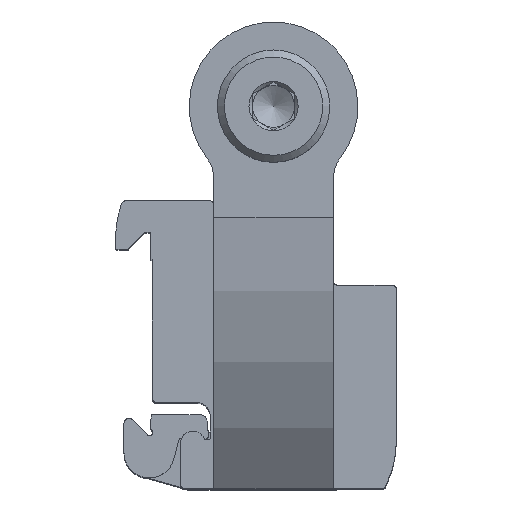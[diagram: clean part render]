
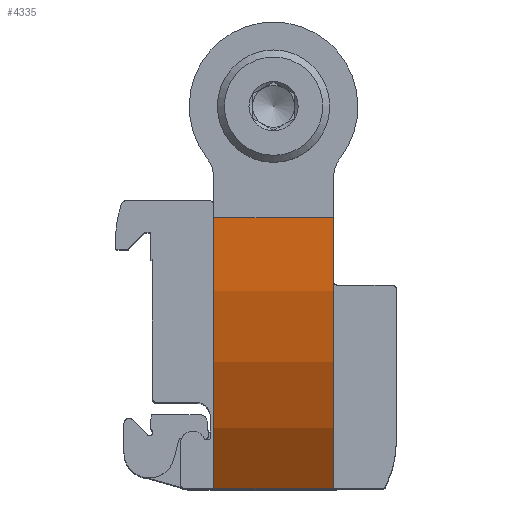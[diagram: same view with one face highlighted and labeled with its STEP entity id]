
A CAD part, top view. The second image highlights one B-rep face of the part: STEP entity #4335.
In plain terms, the highlighted cylindrical face has radius 60 mm (diameter 120 mm), a partial arc.
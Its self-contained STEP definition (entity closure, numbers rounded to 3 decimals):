
#246=CIRCLE('',#4758,60.);
#251=CIRCLE('',#4766,60.);
#425=CYLINDRICAL_SURFACE('',#4784,60.);
#1104=ORIENTED_EDGE('',*,*,#2007,.T.);
#1105=ORIENTED_EDGE('',*,*,#2042,.T.);
#1106=ORIENTED_EDGE('',*,*,#2023,.T.);
#1107=ORIENTED_EDGE('',*,*,#2046,.F.);
#2007=EDGE_CURVE('',#2547,#2548,#246,.F.);
#2023=EDGE_CURVE('',#2559,#2558,#251,.F.);
#2042=EDGE_CURVE('',#2548,#2559,#2972,.F.);
#2046=EDGE_CURVE('',#2547,#2558,#2974,.F.);
#2547=VERTEX_POINT('',#7018);
#2548=VERTEX_POINT('',#7019);
#2558=VERTEX_POINT('',#7047);
#2559=VERTEX_POINT('',#7049);
#2972=LINE('',#7086,#3323);
#2974=LINE('',#7097,#3325);
#3323=VECTOR('',#5718,1000.);
#3325=VECTOR('',#5726,1000.);
#3597=EDGE_LOOP('',(#1104,#1105,#1106,#1107));
#3912=FACE_BOUND('',#3597,.T.);
#4335=ADVANCED_FACE('',(#3912),#425,.T.);
#4758=AXIS2_PLACEMENT_3D('',#7017,#5658,#5659);
#4766=AXIS2_PLACEMENT_3D('',#7048,#5685,#5686);
#4784=AXIS2_PLACEMENT_3D('',#7105,#5737,#5738);
#5658=DIRECTION('',(0.,0.,-1.));
#5659=DIRECTION('',(-1.,0.,0.));
#5685=DIRECTION('',(0.,0.,1.));
#5686=DIRECTION('',(1.,0.,0.));
#5718=DIRECTION('',(0.,0.,-1.));
#5726=DIRECTION('',(0.,0.,-1.));
#5737=DIRECTION('',(0.,0.,-1.));
#5738=DIRECTION('',(-1.,0.,0.));
#7017=CARTESIAN_POINT('',(16.5,9.5,-8.5));
#7018=CARTESIAN_POINT('',(-43.5,9.5,-8.5));
#7019=CARTESIAN_POINT('',(-29.519,-29.,-8.5));
#7047=CARTESIAN_POINT('',(-43.5,9.5,8.5));
#7048=CARTESIAN_POINT('',(16.5,9.5,8.5));
#7049=CARTESIAN_POINT('',(-29.519,-29.,8.5));
#7086=CARTESIAN_POINT('',(-29.519,-29.,12.));
#7097=CARTESIAN_POINT('',(-43.5,9.5,12.));
#7105=CARTESIAN_POINT('',(16.5,9.5,12.));
